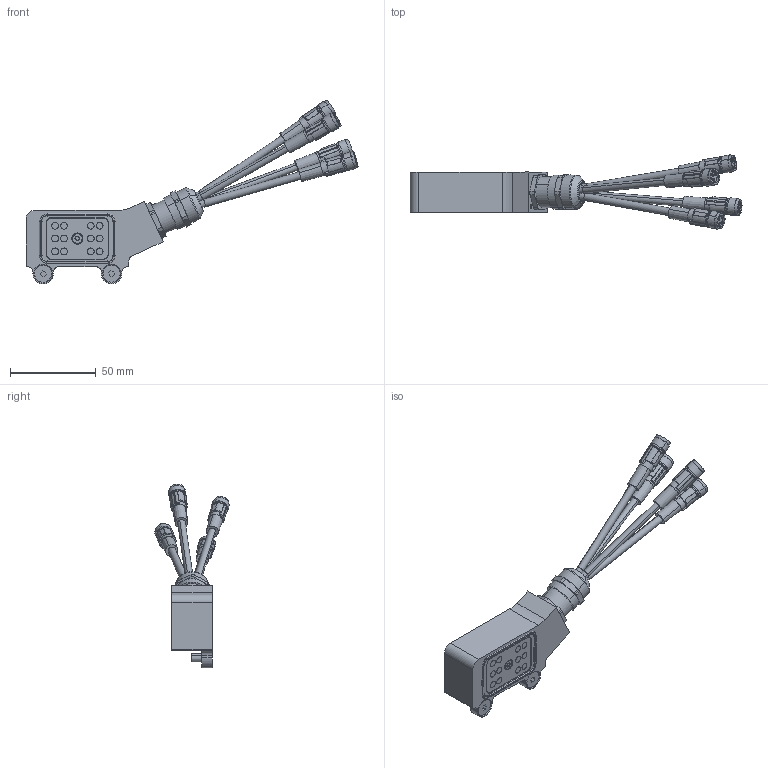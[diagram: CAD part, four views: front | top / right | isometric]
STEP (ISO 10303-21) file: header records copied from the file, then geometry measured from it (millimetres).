
FILE_DESCRIPTION (( 'STEP AP203' ), '1' );
FILE_NAME ('P1345.STEP', '2021-04-27T15:00:07', ( '' ), ( '' ), 'SwSTEP 2.0', 'SolidWorks 2019', '' );
FILE_SCHEMA (( 'CONFIG_CONTROL_DESIGN' ));
Length unit declared in the file: millimetre
Products named in the file (1): P1345
Bounding box: 193.9 x 43.34 x 107.39 mm (x, y, z)
Volume: 82223.7 mm3; surface area: 31899.9 mm2
Topology: 23 solids, 24 shells, 788 faces, 1836 edges, 1155 vertices
Faces by surface type: cylinder 400, plane 260, cone 94, torus 34
Entity records: 22856 total; most frequent: DIRECTION 4207, CARTESIAN_POINT 4184, ORIENTED_EDGE 3656, EDGE_CURVE 1828, AXIS2_PLACEMENT_3D 1690, VERTEX_POINT 1155, CIRCLE 901, EDGE_LOOP 889
